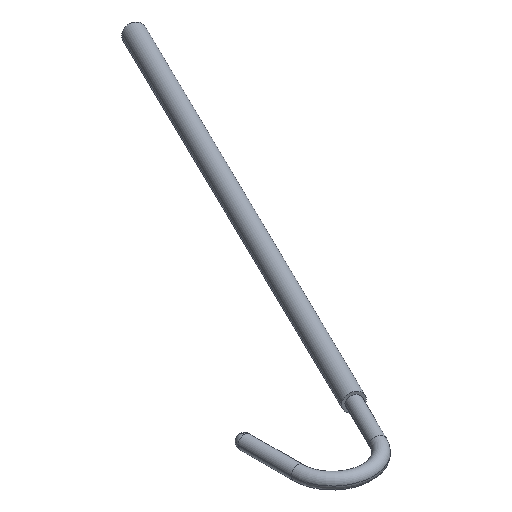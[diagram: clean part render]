
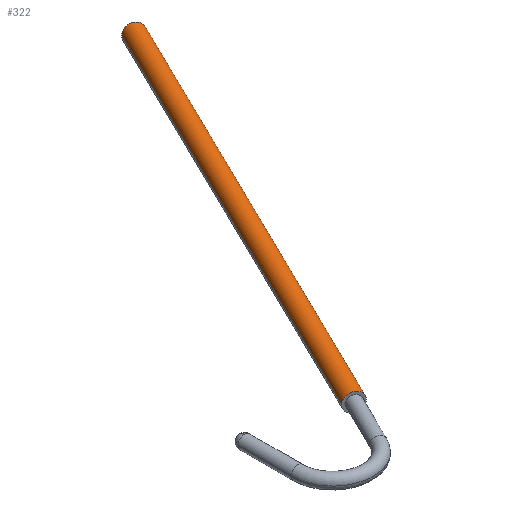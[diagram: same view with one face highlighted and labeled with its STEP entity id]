
A CAD part, isometric view. The second image highlights one B-rep face of the part: STEP entity #322.
In plain terms, the highlighted cylindrical face has radius 0.35 mm (diameter 0.7 mm), a partial arc.
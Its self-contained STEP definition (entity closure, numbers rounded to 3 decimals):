
#6 = AXIS2_PLACEMENT_3D ( 'NONE', #13, #200, #316 ) ;
#8 = EDGE_CURVE ( 'NONE', #93, #207, #119, .T. ) ;
#12 = AXIS2_PLACEMENT_3D ( 'NONE', #437, #479, #290 ) ;
#13 = CARTESIAN_POINT ( 'NONE',  ( 3.345, -0.772, 0. ) ) ;
#40 = CARTESIAN_POINT ( 'NONE',  ( 11.55, 15.253, 0. ) ) ;
#60 = CARTESIAN_POINT ( 'NONE',  ( 3.66, -0.926, 0. ) ) ;
#93 = VERTEX_POINT ( 'NONE', #256 ) ;
#113 = LINE ( 'NONE', #262, #186 ) ;
#119 = CIRCLE ( 'NONE', #421, 0.35 ) ;
#130 = CIRCLE ( 'NONE', #12, 0.35 ) ;
#134 = CARTESIAN_POINT ( 'NONE',  ( 3.031, -0.619, 0. ) ) ;
#155 = CYLINDRICAL_SURFACE ( 'NONE', #6, 0.35 ) ;
#162 = ORIENTED_EDGE ( 'NONE', *, *, #178, .F. ) ;
#178 = EDGE_CURVE ( 'NONE', #274, #93, #113, .T. ) ;
#186 = VECTOR ( 'NONE', #408, 1000. ) ;
#200 = DIRECTION ( 'NONE',  ( 0.438, 0.899, 0. ) ) ;
#207 = VERTEX_POINT ( 'NONE', #40 ) ;
#212 = EDGE_CURVE ( 'NONE', #457, #207, #434, .T. ) ;
#244 = ORIENTED_EDGE ( 'NONE', *, *, #455, .T. ) ;
#252 = VECTOR ( 'NONE', #282, 1000. ) ;
#256 = CARTESIAN_POINT ( 'NONE',  ( 10.921, 15.559, 0. ) ) ;
#262 = CARTESIAN_POINT ( 'NONE',  ( 3.031, -0.619, 0. ) ) ;
#274 = VERTEX_POINT ( 'NONE', #134 ) ;
#282 = DIRECTION ( 'NONE',  ( 0.438, 0.899, 0. ) ) ;
#290 = DIRECTION ( 'NONE',  ( -0.899, 0.438, 0. ) ) ;
#293 = DIRECTION ( 'NONE',  ( 0.438, 0.899, 0. ) ) ;
#316 = DIRECTION ( 'NONE',  ( -0.899, 0.438, 0. ) ) ;
#322 = ADVANCED_FACE ( 'NONE', ( #350 ), #155, .T. ) ;
#350 = FACE_OUTER_BOUND ( 'NONE', #438, .T. ) ;
#353 = CARTESIAN_POINT ( 'NONE',  ( 11.236, 15.406, 0. ) ) ;
#390 = DIRECTION ( 'NONE',  ( -0.899, 0.438, 0. ) ) ;
#408 = DIRECTION ( 'NONE',  ( 0.438, 0.899, 0. ) ) ;
#419 = ORIENTED_EDGE ( 'NONE', *, *, #8, .F. ) ;
#421 = AXIS2_PLACEMENT_3D ( 'NONE', #353, #293, #390 ) ;
#429 = ORIENTED_EDGE ( 'NONE', *, *, #212, .T. ) ;
#434 = LINE ( 'NONE', #60, #252 ) ;
#437 = CARTESIAN_POINT ( 'NONE',  ( 3.345, -0.772, 0. ) ) ;
#438 = EDGE_LOOP ( 'NONE', ( #244, #429, #419, #162 ) ) ;
#455 = EDGE_CURVE ( 'NONE', #274, #457, #130, .T. ) ;
#457 = VERTEX_POINT ( 'NONE', #477 ) ;
#477 = CARTESIAN_POINT ( 'NONE',  ( 3.66, -0.926, 0. ) ) ;
#479 = DIRECTION ( 'NONE',  ( 0.438, 0.899, 0. ) ) ;
